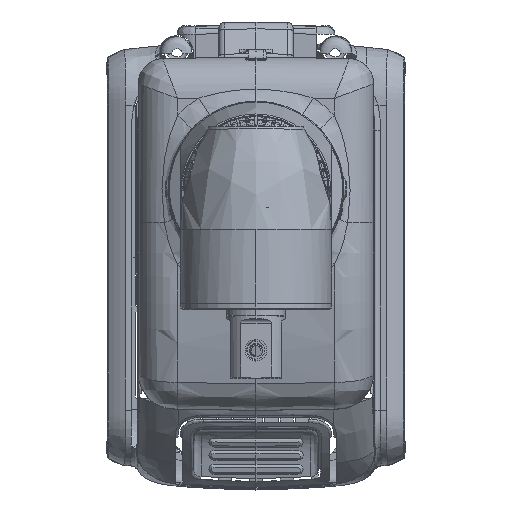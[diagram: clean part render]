
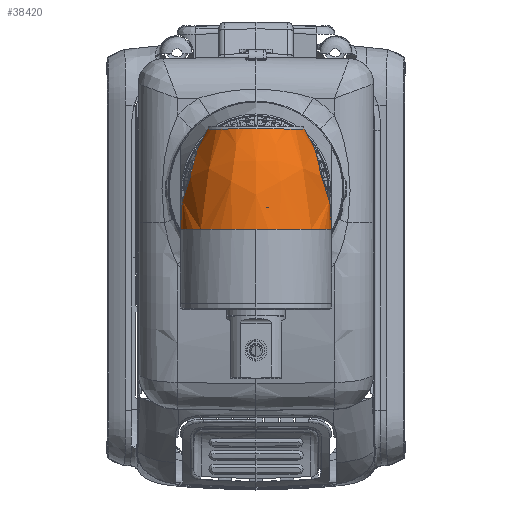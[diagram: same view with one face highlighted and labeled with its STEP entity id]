
A CAD part, top view. The second image highlights one B-rep face of the part: STEP entity #38420.
In plain terms, the highlighted free-form (B-spline) face has degree [3, 3] with [7, 4] control points.
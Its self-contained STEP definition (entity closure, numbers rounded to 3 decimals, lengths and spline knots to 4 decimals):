
#26298=CARTESIAN_POINT('',(0.,0.584,11.984));
#26299=DIRECTION('',(0.,1.,0.));
#26300=DIRECTION('',(-0.738,0.,-0.675));
#26301=AXIS2_PLACEMENT_3D('',#26298,#26299,#26300);
#26303=CARTESIAN_POINT('',(0.,-0.416,11.984));
#26304=DIRECTION('',(0.,1.,0.));
#26305=DIRECTION('',(0.,0.,1.));
#26306=AXIS2_PLACEMENT_3D('',#26303,#26304,#26305);
#26312=CARTESIAN_POINT('',(0.,-0.416,11.984));
#26313=DIRECTION('',(0.,-1.,0.));
#26314=DIRECTION('',(0.,0.,1.));
#26315=AXIS2_PLACEMENT_3D('',#26312,#26313,#26314);
#26329=CARTESIAN_POINT('',(0.3583,0.584,
11.656));
#26330=CARTESIAN_POINT('',(0.3843,0.5646,
11.6678));
#26331=CARTESIAN_POINT('',(0.4309,0.5243,
11.6918));
#26332=CARTESIAN_POINT('',(0.4858,0.4645,
11.7248));
#26333=CARTESIAN_POINT('',(0.5301,0.4057,
11.7538));
#26334=CARTESIAN_POINT('',(0.5655,0.3487,
11.7766));
#26335=CARTESIAN_POINT('',(0.5938,0.2936,
11.7922));
#26336=CARTESIAN_POINT('',(0.6179,0.2365,
11.8001));
#26337=CARTESIAN_POINT('',(0.6387,0.1734,
11.7975));
#26338=CARTESIAN_POINT('',(0.6546,0.1056,
11.7819));
#26339=CARTESIAN_POINT('',(0.6646,0.0344,
11.7547));
#26340=CARTESIAN_POINT('',(0.6682,-0.0423,
11.7173));
#26341=CARTESIAN_POINT('',(0.6635,-0.1248,
11.6711));
#26342=CARTESIAN_POINT('',(0.6485,-0.2139,
11.6172));
#26343=CARTESIAN_POINT('',(0.6197,-0.3103,
11.5562));
#26344=CARTESIAN_POINT('',(0.5874,-0.3804,
11.5107));
#26345=CARTESIAN_POINT('',(0.567,-0.416,
11.4873));
#26399=CARTESIAN_POINT('',(-0.567,-0.416,
11.4873));
#26400=CARTESIAN_POINT('',(-0.5873,-0.3805,
11.5106));
#26401=CARTESIAN_POINT('',(-0.6195,-0.3108,
11.5559));
#26402=CARTESIAN_POINT('',(-0.6483,-0.2148,
11.6166));
#26403=CARTESIAN_POINT('',(-0.6634,-0.126,
11.6704));
#26404=CARTESIAN_POINT('',(-0.6681,-0.0439,
11.7164));
#26405=CARTESIAN_POINT('',(-0.6648,0.0325,
11.7539));
#26406=CARTESIAN_POINT('',(-0.655,0.1033,
11.7811));
#26407=CARTESIAN_POINT('',(-0.6394,0.1709,
11.7971));
#26408=CARTESIAN_POINT('',(-0.6187,0.2343,
11.8002));
#26409=CARTESIAN_POINT('',(-0.5946,0.2919,
11.7926));
#26410=CARTESIAN_POINT('',(-0.5662,0.3475,
11.7771));
#26411=CARTESIAN_POINT('',(-0.5308,0.4047,
11.7542));
#26412=CARTESIAN_POINT('',(-0.4864,0.4639,
11.7252));
#26413=CARTESIAN_POINT('',(-0.4313,0.5239,
11.6919));
#26414=CARTESIAN_POINT('',(-0.3845,0.5645,
11.6678));
#26415=CARTESIAN_POINT('',(-0.3583,0.584,
11.656));
#36727=VERTEX_POINT('',#26329);
#36728=VERTEX_POINT('',#26345);
#36731=VERTEX_POINT('',#26399);
#36732=VERTEX_POINT('',#26415);
#36735=CARTESIAN_POINT('',(0.,-0.416,12.7378));
#36736=VERTEX_POINT('',#36735);
#38380=CARTESIAN_POINT('',(-0.5065,-0.4369,
11.426));
#38381=CARTESIAN_POINT('',(-0.5091,-0.0694,
11.4231));
#38382=CARTESIAN_POINT('',(-0.4452,0.2857,
11.4936));
#38383=CARTESIAN_POINT('',(-0.3194,0.6021,
11.6321));
#38384=CARTESIAN_POINT('',(-1.1117,-0.4369,
11.9752));
#38385=CARTESIAN_POINT('',(-1.1174,-0.0694,
11.9752));
#38386=CARTESIAN_POINT('',(-0.977,0.2857,
11.9763));
#38387=CARTESIAN_POINT('',(-0.701,0.6021,
11.9785));
#38388=CARTESIAN_POINT('',(-0.8173,-0.4369,
12.7376));
#38389=CARTESIAN_POINT('',(-0.8214,-0.0694,
12.7415));
#38390=CARTESIAN_POINT('',(-0.7183,0.2857,
12.6464));
#38391=CARTESIAN_POINT('',(-0.5154,0.6021,
12.4592));
#38392=CARTESIAN_POINT('',(0.,-0.4369,12.7376));
#38393=CARTESIAN_POINT('',(0.,-0.0694,12.7415));
#38394=CARTESIAN_POINT('',(0.,0.2857,12.6464));
#38395=CARTESIAN_POINT('',(0.,0.6021,12.4592));
#38396=CARTESIAN_POINT('',(0.8173,-0.4369,
12.7376));
#38397=CARTESIAN_POINT('',(0.8214,-0.0694,
12.7415));
#38398=CARTESIAN_POINT('',(0.7183,0.2857,
12.6464));
#38399=CARTESIAN_POINT('',(0.5154,0.6021,
12.4592));
#38400=CARTESIAN_POINT('',(1.1117,-0.4369,
11.9752));
#38401=CARTESIAN_POINT('',(1.1174,-0.0694,
11.9752));
#38402=CARTESIAN_POINT('',(0.977,0.2857,
11.9763));
#38403=CARTESIAN_POINT('',(0.701,0.6021,
11.9785));
#38404=CARTESIAN_POINT('',(0.5065,-0.4369,
11.426));
#38405=CARTESIAN_POINT('',(0.5091,-0.0694,
11.4231));
#38406=CARTESIAN_POINT('',(0.4452,0.2857,
11.4936));
#38407=CARTESIAN_POINT('',(0.3194,0.6021,
11.6321));
#38408=(BOUNDED_SURFACE()B_SPLINE_SURFACE(3,3,((#38380,#38381,#38382,#38383),(
#38384,#38385,#38386,#38387),(#38388,#38389,#38390,#38391),(#38392,#38393,
#38394,#38395),(#38396,#38397,#38398,#38399),(#38400,#38401,#38402,#38403),(
#38404,#38405,#38406,#38407)),.UNSPECIFIED.,.F.,.F.,.F.)B_SPLINE_SURFACE_WITH_KNOTS((4,3,4),(4,4),(0.,1.,2.),(0.,1.),.UNSPECIFIED.)GEOMETRIC_REPRESENTATION_ITEM()RATIONAL_B_SPLINE_SURFACE(((1.498,1.461,
1.461,1.498),(0.859,0.838,
0.838,0.859),(0.859,0.838,
0.838,0.859),(1.498,1.461,
1.461,1.498),(0.859,0.838,
0.838,0.859),(0.859,0.838,
0.838,0.859),(1.498,1.461,
1.461,1.498)))REPRESENTATION_ITEM('')SURFACE());
#38410=ORIENTED_EDGE('',*,*,#38409,.T.);
#38412=ORIENTED_EDGE('',*,*,#38411,.F.);
#38414=ORIENTED_EDGE('',*,*,#38413,.T.);
#38416=ORIENTED_EDGE('',*,*,#38415,.T.);
#38417=ORIENTED_EDGE('',*,*,#38373,.T.);
#38418=EDGE_LOOP('',(#38410,#38412,#38414,#38416,#38417));
#38419=FACE_OUTER_BOUND('',#38418,.F.);
#38420=ADVANCED_FACE('',(#38419),#38408,.T.);
#26302=CIRCLE('',#26301,0.4858);
#26307=CIRCLE('',#26306,0.7538);
#26316=CIRCLE('',#26315,0.7538);
#26346=B_SPLINE_CURVE_WITH_KNOTS('',3,(#26329,#26330,#26331,#26332,#26333,
#26334,#26335,#26336,#26337,#26338,#26339,#26340,#26341,#26342,#26343,#26344,
#26345),.UNSPECIFIED.,.F.,.F.,(4,1,1,1,1,1,1,1,1,1,1,1,1,1,4),(0.,
0.0714,0.1429,0.2143,0.2857,
0.3571,0.4286,0.5,0.5714,0.6429,
0.7143,0.7857,0.8571,0.9286,1.),
.UNSPECIFIED.);
#26416=B_SPLINE_CURVE_WITH_KNOTS('',3,(#26399,#26400,#26401,#26402,#26403,
#26404,#26405,#26406,#26407,#26408,#26409,#26410,#26411,#26412,#26413,#26414,
#26415),.UNSPECIFIED.,.F.,.F.,(4,1,1,1,1,1,1,1,1,1,1,1,1,1,4),(0.,
0.0714,0.1429,0.2143,0.2857,
0.3571,0.4286,0.5,0.5714,0.6429,
0.7143,0.7857,0.8571,0.9286,1.),
.UNSPECIFIED.);
#38373=EDGE_CURVE('',#36732,#36727,#26302,.T.);
#38409=EDGE_CURVE('',#36727,#36728,#26346,.T.);
#38411=EDGE_CURVE('',#36736,#36728,#26307,.T.);
#38413=EDGE_CURVE('',#36736,#36731,#26316,.T.);
#38415=EDGE_CURVE('',#36731,#36732,#26416,.T.);
